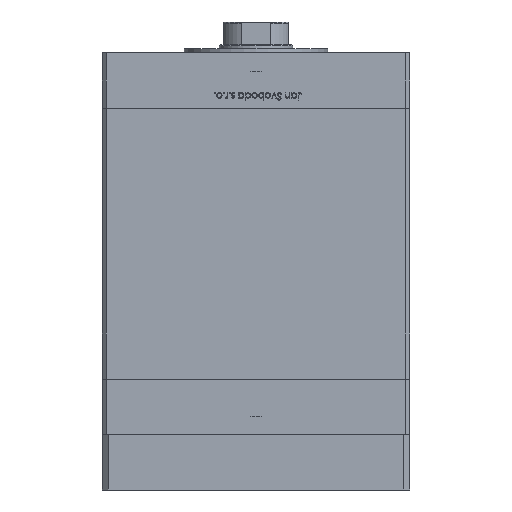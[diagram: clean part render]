
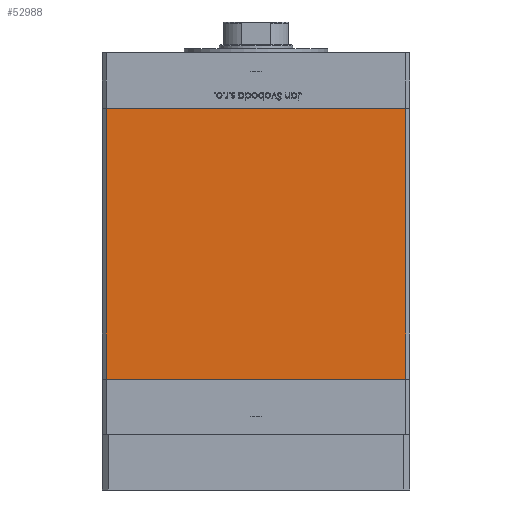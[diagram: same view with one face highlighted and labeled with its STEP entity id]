
A CAD part, front view. The second image highlights one B-rep face of the part: STEP entity #52988.
In plain terms, the highlighted planar face has unit normal (0, -1, 0).
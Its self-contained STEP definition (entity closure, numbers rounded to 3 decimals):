
#356 = LINE ( 'NONE', #12849, #25438 ) ;
#826 = CARTESIAN_POINT ( 'NONE',  ( 73., -62.5, 132. ) ) ;
#1957 = EDGE_CURVE ( 'NONE', #20161, #35554, #356, .T. ) ;
#6753 = DIRECTION ( 'NONE',  ( 0., 0., 1. ) ) ;
#11875 = VECTOR ( 'NONE', #22247, 1000. ) ;
#12849 = CARTESIAN_POINT ( 'NONE',  ( -73., -62.5, 0. ) ) ;
#14074 = LINE ( 'NONE', #35534, #11875 ) ;
#19576 = VERTEX_POINT ( 'NONE', #22654 ) ;
#20161 = VERTEX_POINT ( 'NONE', #33967 ) ;
#20317 = PLANE ( 'NONE',  #43928 ) ;
#22187 = VERTEX_POINT ( 'NONE', #826 ) ;
#22247 = DIRECTION ( 'NONE',  ( 0., 0., -1. ) ) ;
#22401 = ORIENTED_EDGE ( 'NONE', *, *, #37003, .F. ) ;
#22654 = CARTESIAN_POINT ( 'NONE',  ( -73., -62.5, 132. ) ) ;
#23448 = DIRECTION ( 'NONE',  ( 1., 0., 0. ) ) ;
#25438 = VECTOR ( 'NONE', #29428, 1000. ) ;
#25977 = VECTOR ( 'NONE', #23448, 1000. ) ;
#28421 = EDGE_CURVE ( 'NONE', #22187, #35554, #31717, .T. ) ;
#29428 = DIRECTION ( 'NONE',  ( 1., 0., 0. ) ) ;
#30701 = CARTESIAN_POINT ( 'NONE',  ( 73., -62.5, 0. ) ) ;
#31448 = CARTESIAN_POINT ( 'NONE',  ( 73., -62.5, 132. ) ) ;
#31717 = LINE ( 'NONE', #31448, #34344 ) ;
#31730 = FACE_OUTER_BOUND ( 'NONE', #34823, .T. ) ;
#31865 = LINE ( 'NONE', #35662, #25977 ) ;
#33967 = CARTESIAN_POINT ( 'NONE',  ( -73., -62.5, 0. ) ) ;
#34344 = VECTOR ( 'NONE', #47733, 1000. ) ;
#34823 = EDGE_LOOP ( 'NONE', ( #47360, #50562, #22401, #49580 ) ) ;
#35534 = CARTESIAN_POINT ( 'NONE',  ( -73., -62.5, 132. ) ) ;
#35554 = VERTEX_POINT ( 'NONE', #30701 ) ;
#35662 = CARTESIAN_POINT ( 'NONE',  ( -73., -62.5, 132. ) ) ;
#35794 = CARTESIAN_POINT ( 'NONE',  ( -73., -62.5, 132. ) ) ;
#37003 = EDGE_CURVE ( 'NONE', #19576, #22187, #31865, .T. ) ;
#43928 = AXIS2_PLACEMENT_3D ( 'NONE', #35794, #43942, #6753 ) ;
#43942 = DIRECTION ( 'NONE',  ( 0., 1., 0. ) ) ;
#47360 = ORIENTED_EDGE ( 'NONE', *, *, #1957, .T. ) ;
#47733 = DIRECTION ( 'NONE',  ( 0., 0., -1. ) ) ;
#49580 = ORIENTED_EDGE ( 'NONE', *, *, #52870, .T. ) ;
#50562 = ORIENTED_EDGE ( 'NONE', *, *, #28421, .F. ) ;
#52870 = EDGE_CURVE ( 'NONE', #19576, #20161, #14074, .T. ) ;
#52988 = ADVANCED_FACE ( 'NONE', ( #31730 ), #20317, .F. ) ;
